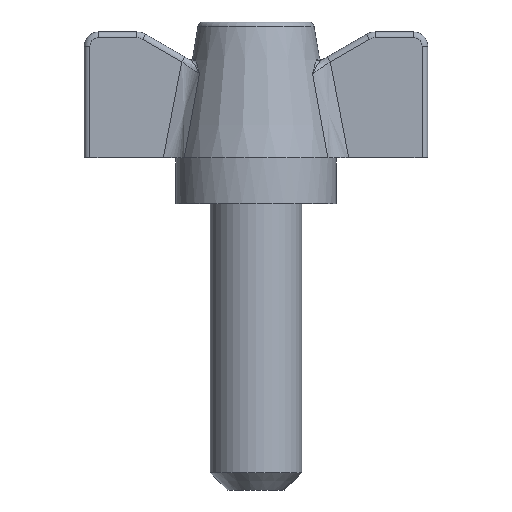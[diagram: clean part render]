
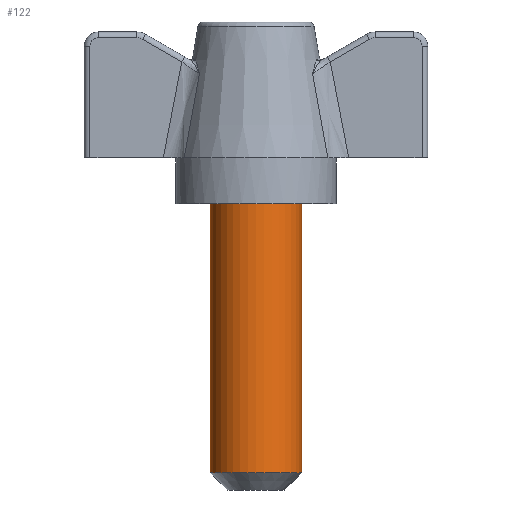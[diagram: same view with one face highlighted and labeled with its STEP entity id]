
A CAD part, front view. The second image highlights one B-rep face of the part: STEP entity #122.
In plain terms, the highlighted cylindrical face has radius 4 mm (diameter 8 mm), a full revolution.
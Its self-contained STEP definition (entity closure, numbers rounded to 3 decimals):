
#122 = ADVANCED_FACE( '', ( #276, #277 ), #278, .T. );
#276 = FACE_OUTER_BOUND( '', #979, .T. );
#277 = FACE_OUTER_BOUND( '', #980, .T. );
#278 = CYLINDRICAL_SURFACE( '', #981, 4. );
#979 = EDGE_LOOP( '', ( #1664 ) );
#980 = EDGE_LOOP( '', ( #1665 ) );
#981 = AXIS2_PLACEMENT_3D( '', #1666, #1667, #1668 );
#1664 = ORIENTED_EDGE( '', *, *, #2047, .T. );
#1665 = ORIENTED_EDGE( '', *, *, #2048, .T. );
#1666 = CARTESIAN_POINT( '', ( 0., 0., -25. ) );
#1667 = DIRECTION( '', ( 0., 0., -1. ) );
#1668 = DIRECTION( '', ( 1., 0., 0. ) );
#2047 = EDGE_CURVE( '', #2285, #2285, #2286, .F. );
#2048 = EDGE_CURVE( '', #2287, #2287, #2288, .F. );
#2285 = VERTEX_POINT( '', #2866 );
#2286 = CIRCLE( '', #2867, 4. );
#2287 = VERTEX_POINT( '', #2868 );
#2288 = CIRCLE( '', #2869, 4. );
#2866 = CARTESIAN_POINT( '', ( -4., 0., -23.5 ) );
#2867 = AXIS2_PLACEMENT_3D( '', #3422, #3423, #3424 );
#2868 = CARTESIAN_POINT( '', ( 4., 0., 0. ) );
#2869 = AXIS2_PLACEMENT_3D( '', #3425, #3426, #3427 );
#3422 = CARTESIAN_POINT( '', ( 0., 0., -23.5 ) );
#3423 = DIRECTION( '', ( 0., 0., -1. ) );
#3424 = DIRECTION( '', ( -1., 0., 0. ) );
#3425 = CARTESIAN_POINT( '', ( 0., 0., 0. ) );
#3426 = DIRECTION( '', ( 0., 0., 1. ) );
#3427 = DIRECTION( '', ( 1., 0., 0. ) );
